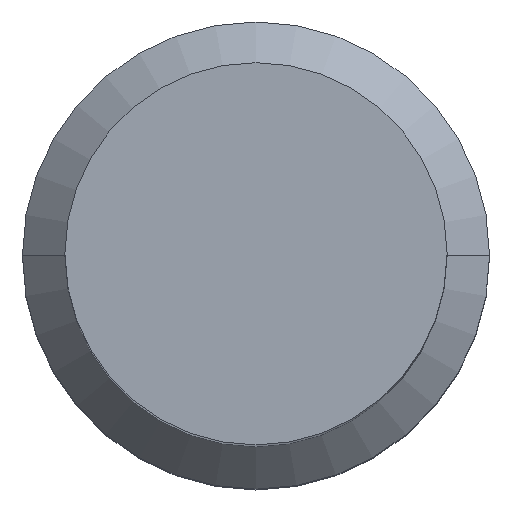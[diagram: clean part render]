
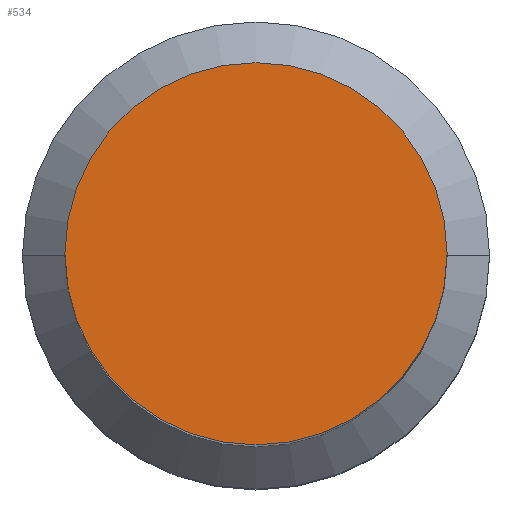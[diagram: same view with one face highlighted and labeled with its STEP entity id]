
A CAD part, top view. The second image highlights one B-rep face of the part: STEP entity #534.
In plain terms, the highlighted planar face has unit normal (0, 0, 1).
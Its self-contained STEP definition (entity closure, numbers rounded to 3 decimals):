
#33 = VERTEX_POINT ( 'NONE', #601 ) ;
#120 = CARTESIAN_POINT ( 'NONE',  ( -4.5, 0., 59.4 ) ) ;
#146 = AXIS2_PLACEMENT_3D ( 'NONE', #452, #611, #446 ) ;
#169 = AXIS2_PLACEMENT_3D ( 'NONE', #304, #366, #618 ) ;
#201 = VERTEX_POINT ( 'NONE', #120 ) ;
#256 = CARTESIAN_POINT ( 'NONE',  ( 0., 0., 59.4 ) ) ;
#302 = CIRCLE ( 'NONE', #381, 4.5 ) ;
#304 = CARTESIAN_POINT ( 'NONE',  ( 0., 0., 59.4 ) ) ;
#307 = EDGE_CURVE ( 'NONE', #33, #201, #428, .T. ) ;
#363 = DIRECTION ( 'NONE',  ( -1., 0., 0. ) ) ;
#366 = DIRECTION ( 'NONE',  ( 0., 0., -1. ) ) ;
#381 = AXIS2_PLACEMENT_3D ( 'NONE', #256, #399, #363 ) ;
#399 = DIRECTION ( 'NONE',  ( 0., 0., -1. ) ) ;
#428 = CIRCLE ( 'NONE', #169, 4.5 ) ;
#446 = DIRECTION ( 'NONE',  ( -1., 0., 0. ) ) ;
#452 = CARTESIAN_POINT ( 'NONE',  ( 0., 0., 59.4 ) ) ;
#467 = EDGE_LOOP ( 'NONE', ( #538, #583 ) ) ;
#487 = EDGE_CURVE ( 'NONE', #201, #33, #302, .T. ) ;
#491 = FACE_OUTER_BOUND ( 'NONE', #467, .T. ) ;
#499 = PLANE ( 'NONE',  #146 ) ;
#534 = ADVANCED_FACE ( 'NONE', ( #491 ), #499, .F. ) ;
#538 = ORIENTED_EDGE ( 'NONE', *, *, #307, .F. ) ;
#583 = ORIENTED_EDGE ( 'NONE', *, *, #487, .F. ) ;
#601 = CARTESIAN_POINT ( 'NONE',  ( 4.5, 0., 59.4 ) ) ;
#611 = DIRECTION ( 'NONE',  ( 0., 0., -1. ) ) ;
#618 = DIRECTION ( 'NONE',  ( -1., 0., 0. ) ) ;
